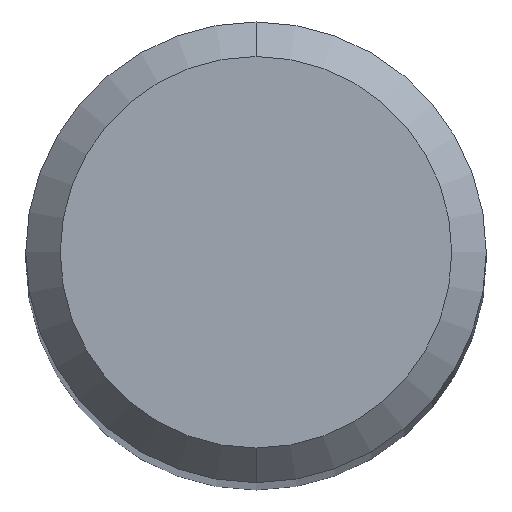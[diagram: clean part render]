
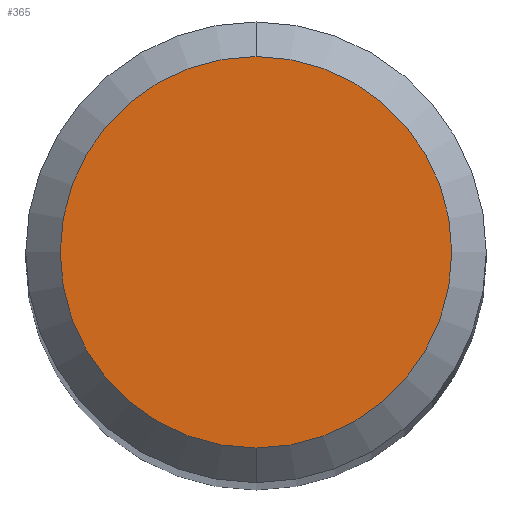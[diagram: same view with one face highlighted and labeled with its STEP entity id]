
A CAD part, top view. The second image highlights one B-rep face of the part: STEP entity #365.
In plain terms, the highlighted planar face has unit normal (0, 0, 1).
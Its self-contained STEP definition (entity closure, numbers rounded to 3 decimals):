
#207=EDGE_CURVE('',#445,#481,#529,.T.);
#365=ADVANCED_FACE('',(#706),#707,.T.);
#425=EDGE_CURVE('',#481,#445,#773,.T.);
#445=VERTEX_POINT('',#794);
#481=VERTEX_POINT('',#834);
#529=CIRCLE('',#885,1.7);
#706=FACE_OUTER_BOUND('',#1239,.T.);
#707=PLANE('',#1240);
#773=CIRCLE('',#1379,1.7);
#794=CARTESIAN_POINT('',(0.,-1.7,0.0));
#834=CARTESIAN_POINT('',(0.0,1.7,0.0));
#885=AXIS2_PLACEMENT_3D('',#1538,#1539,#1540);
#1239=EDGE_LOOP('',(#1746,#1747));
#1240=AXIS2_PLACEMENT_3D('',#1748,#1749,#1750);
#1379=AXIS2_PLACEMENT_3D('',#1809,#1810,#1811);
#1538=CARTESIAN_POINT('',(0.0,0.0,0.0));
#1539=DIRECTION('',(0.0,0.0,-1.0));
#1540=DIRECTION('',(0.0,1.0,0.0));
#1746=ORIENTED_EDGE('',*,*,#425,.F.);
#1747=ORIENTED_EDGE('',*,*,#207,.F.);
#1748=CARTESIAN_POINT('',(0.0,0.85,0.0));
#1749=DIRECTION('',(-0.0,0.0,1.0));
#1750=DIRECTION('',(0.0,-1.0,0.0));
#1809=CARTESIAN_POINT('',(0.0,0.0,0.0));
#1810=DIRECTION('',(0.0,0.0,-1.0));
#1811=DIRECTION('',(0.0,1.0,0.0));
